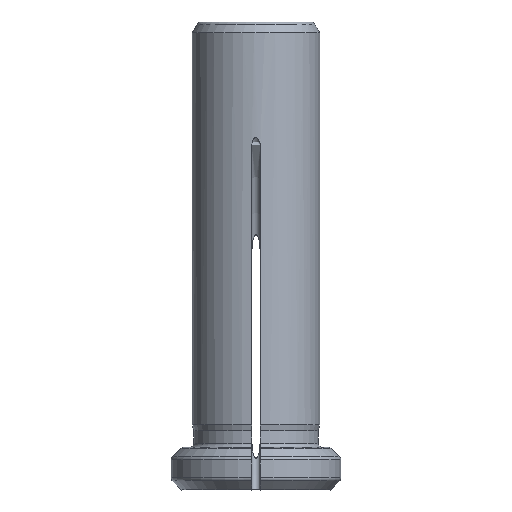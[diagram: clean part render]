
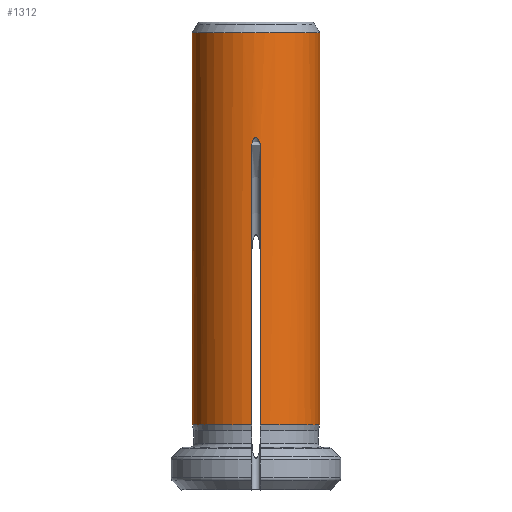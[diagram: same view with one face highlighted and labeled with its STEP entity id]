
A CAD part, front view. The second image highlights one B-rep face of the part: STEP entity #1312.
In plain terms, the highlighted cylindrical face has radius 6 mm (diameter 12 mm), a full revolution.
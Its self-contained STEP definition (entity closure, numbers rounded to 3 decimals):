
#71=LINE('',#2005,#119);
#77=LINE('',#2049,#125);
#86=LINE('',#2216,#134);
#89=LINE('',#2237,#137);
#98=LINE('',#2404,#146);
#101=LINE('',#2425,#149);
#110=LINE('',#2561,#158);
#111=LINE('',#2573,#159);
#119=VECTOR('',#1548,1000.);
#125=VECTOR('',#1556,1000.);
#134=VECTOR('',#1625,1000.);
#137=VECTOR('',#1630,1000.);
#146=VECTOR('',#1699,1000.);
#149=VECTOR('',#1704,1000.);
#158=VECTOR('',#1783,1000.);
#159=VECTOR('',#1784,1000.);
#170=CYLINDRICAL_SURFACE('',#1456,6.);
#190=B_SPLINE_CURVE_WITH_KNOTS('',3,(#1992,#1993,#1994,#1995,#1996,#1997,
#1998,#1999,#2000),.UNSPECIFIED.,.F.,.F.,(4,1,1,1,1,1,4),(0.003,
0.003,0.003,0.004,0.004,
0.004,0.005),.UNSPECIFIED.);
#214=B_SPLINE_CURVE_WITH_KNOTS('',3,(#2203,#2204,#2205,#2206,#2207,#2208,
#2209,#2210,#2211),.UNSPECIFIED.,.F.,.F.,(4,1,1,1,1,1,4),(0.003,
0.003,0.003,0.004,0.004,
0.004,0.005),.UNSPECIFIED.);
#234=B_SPLINE_CURVE_WITH_KNOTS('',3,(#2391,#2392,#2393,#2394,#2395,#2396,
#2397,#2398,#2399),.UNSPECIFIED.,.F.,.F.,(4,1,1,1,1,1,4),(0.003,
0.003,0.003,0.004,0.004,
0.004,0.005),.UNSPECIFIED.);
#250=B_SPLINE_CURVE_WITH_KNOTS('',3,(#2563,#2564,#2565,#2566,#2567,#2568,
#2569,#2570,#2571),.UNSPECIFIED.,.F.,.F.,(4,1,1,1,1,1,4),(0.003,
0.003,0.003,0.004,0.004,
0.004,0.005),.UNSPECIFIED.);
#596=ORIENTED_EDGE('',*,*,#842,.T.);
#597=ORIENTED_EDGE('',*,*,#655,.F.);
#598=ORIENTED_EDGE('',*,*,#758,.T.);
#599=ORIENTED_EDGE('',*,*,#755,.F.);
#600=ORIENTED_EDGE('',*,*,#765,.F.);
#601=ORIENTED_EDGE('',*,*,#721,.F.);
#602=ORIENTED_EDGE('',*,*,#806,.T.);
#603=ORIENTED_EDGE('',*,*,#803,.F.);
#604=ORIENTED_EDGE('',*,*,#813,.F.);
#605=ORIENTED_EDGE('',*,*,#769,.F.);
#606=ORIENTED_EDGE('',*,*,#847,.T.);
#607=ORIENTED_EDGE('',*,*,#848,.F.);
#608=ORIENTED_EDGE('',*,*,#849,.F.);
#609=ORIENTED_EDGE('',*,*,#822,.F.);
#610=ORIENTED_EDGE('',*,*,#703,.T.);
#611=ORIENTED_EDGE('',*,*,#700,.F.);
#612=ORIENTED_EDGE('',*,*,#717,.F.);
#655=EDGE_CURVE('',#856,#857,#992,.F.);
#700=EDGE_CURVE('',#898,#899,#190,.T.);
#703=EDGE_CURVE('',#900,#899,#71,.T.);
#717=EDGE_CURVE('',#857,#898,#77,.T.);
#721=EDGE_CURVE('',#907,#908,#1015,.F.);
#755=EDGE_CURVE('',#934,#935,#214,.T.);
#758=EDGE_CURVE('',#856,#935,#86,.T.);
#765=EDGE_CURVE('',#908,#934,#89,.T.);
#769=EDGE_CURVE('',#939,#940,#1031,.F.);
#803=EDGE_CURVE('',#966,#967,#234,.T.);
#806=EDGE_CURVE('',#907,#967,#98,.T.);
#813=EDGE_CURVE('',#940,#966,#101,.T.);
#822=EDGE_CURVE('',#900,#972,#1049,.F.);
#842=EDGE_CURVE('',#985,#985,#1058,.T.);
#847=EDGE_CURVE('',#939,#989,#110,.T.);
#848=EDGE_CURVE('',#990,#989,#250,.T.);
#849=EDGE_CURVE('',#972,#990,#111,.T.);
#856=VERTEX_POINT('',#1810);
#857=VERTEX_POINT('',#1812);
#898=VERTEX_POINT('',#1991);
#899=VERTEX_POINT('',#2001);
#900=VERTEX_POINT('',#2006);
#907=VERTEX_POINT('',#2059);
#908=VERTEX_POINT('',#2061);
#934=VERTEX_POINT('',#2202);
#935=VERTEX_POINT('',#2212);
#939=VERTEX_POINT('',#2247);
#940=VERTEX_POINT('',#2249);
#966=VERTEX_POINT('',#2390);
#967=VERTEX_POINT('',#2400);
#972=VERTEX_POINT('',#2446);
#985=VERTEX_POINT('',#2544);
#989=VERTEX_POINT('',#2562);
#990=VERTEX_POINT('',#2572);
#992=CIRCLE('',#1324,6.);
#1015=CIRCLE('',#1362,6.);
#1031=CIRCLE('',#1393,6.);
#1049=CIRCLE('',#1430,6.);
#1058=CIRCLE('',#1452,6.);
#1142=EDGE_LOOP('',(#596));
#1143=EDGE_LOOP('',(#597,#598,#599,#600,#601,#602,#603,#604,#605,#606,#607,
#608,#609,#610,#611,#612));
#1226=FACE_BOUND('',#1142,.T.);
#1227=FACE_BOUND('',#1143,.T.);
#1312=ADVANCED_FACE('',(#1226,#1227),#170,.T.);
#1324=AXIS2_PLACEMENT_3D('',#1811,#1471,#1472);
#1362=AXIS2_PLACEMENT_3D('',#2060,#1562,#1563);
#1393=AXIS2_PLACEMENT_3D('',#2248,#1636,#1637);
#1430=AXIS2_PLACEMENT_3D('',#2445,#1725,#1726);
#1452=AXIS2_PLACEMENT_3D('',#2543,#1771,#1772);
#1456=AXIS2_PLACEMENT_3D('',#2560,#1781,#1782);
#1471=DIRECTION('',(0.,0.,1.));
#1472=DIRECTION('',(1.,0.,0.));
#1548=DIRECTION('',(0.,0.,1.));
#1556=DIRECTION('',(0.,0.,1.));
#1562=DIRECTION('',(0.,0.,1.));
#1563=DIRECTION('',(1.,0.,0.));
#1625=DIRECTION('',(0.,0.,1.));
#1630=DIRECTION('',(0.,0.,1.));
#1636=DIRECTION('',(0.,0.,1.));
#1637=DIRECTION('',(1.,0.,0.));
#1699=DIRECTION('',(0.,0.,1.));
#1704=DIRECTION('',(0.,0.,1.));
#1725=DIRECTION('',(0.,0.,1.));
#1726=DIRECTION('',(1.,0.,0.));
#1771=DIRECTION('',(0.,0.,-1.));
#1772=DIRECTION('',(-1.,0.,0.));
#1781=DIRECTION('',(0.,0.,1.));
#1782=DIRECTION('',(1.,0.,0.));
#1783=DIRECTION('',(0.,0.,1.));
#1784=DIRECTION('',(0.,0.,1.));
#1810=CARTESIAN_POINT('',(-5.987,0.4,2.127));
#1811=CARTESIAN_POINT('',(0.,0.,2.127));
#1812=CARTESIAN_POINT('',(-0.4,5.987,2.127));
#1991=CARTESIAN_POINT('',(-0.4,5.987,28.39));
#1992=CARTESIAN_POINT('',(-0.4,5.987,28.39));
#1993=CARTESIAN_POINT('',(-0.4,5.987,28.542));
#1994=CARTESIAN_POINT('',(-0.363,5.989,28.769));
#1995=CARTESIAN_POINT('',(-0.219,5.997,29.044));
#1996=CARTESIAN_POINT('',(0.001,6.002,29.177));
#1997=CARTESIAN_POINT('',(0.219,5.997,29.043));
#1998=CARTESIAN_POINT('',(0.362,5.989,28.771));
#1999=CARTESIAN_POINT('',(0.4,5.987,28.542));
#2000=CARTESIAN_POINT('',(0.4,5.987,28.39));
#2001=CARTESIAN_POINT('',(0.4,5.987,28.39));
#2005=CARTESIAN_POINT('',(0.4,5.987,60.));
#2006=CARTESIAN_POINT('',(0.4,5.987,2.127));
#2049=CARTESIAN_POINT('',(-0.4,5.987,60.));
#2059=CARTESIAN_POINT('',(-0.4,-5.987,2.127));
#2060=CARTESIAN_POINT('',(0.,0.,2.127));
#2061=CARTESIAN_POINT('',(-5.987,-0.4,2.127));
#2202=CARTESIAN_POINT('',(-5.987,-0.4,28.39));
#2203=CARTESIAN_POINT('',(-5.987,-0.4,28.39));
#2204=CARTESIAN_POINT('',(-5.987,-0.4,28.542));
#2205=CARTESIAN_POINT('',(-5.989,-0.363,28.769));
#2206=CARTESIAN_POINT('',(-5.997,-0.219,29.044));
#2207=CARTESIAN_POINT('',(-6.002,0.001,29.177));
#2208=CARTESIAN_POINT('',(-5.997,0.219,29.043));
#2209=CARTESIAN_POINT('',(-5.989,0.362,28.771));
#2210=CARTESIAN_POINT('',(-5.987,0.4,28.542));
#2211=CARTESIAN_POINT('',(-5.987,0.4,28.39));
#2212=CARTESIAN_POINT('',(-5.987,0.4,28.39));
#2216=CARTESIAN_POINT('',(-5.987,0.4,60.));
#2237=CARTESIAN_POINT('',(-5.987,-0.4,60.));
#2247=CARTESIAN_POINT('',(5.987,-0.4,2.127));
#2248=CARTESIAN_POINT('',(0.,0.,2.127));
#2249=CARTESIAN_POINT('',(0.4,-5.987,2.127));
#2390=CARTESIAN_POINT('',(0.4,-5.987,28.39));
#2391=CARTESIAN_POINT('',(0.4,-5.987,28.39));
#2392=CARTESIAN_POINT('',(0.4,-5.987,28.542));
#2393=CARTESIAN_POINT('',(0.363,-5.989,28.769));
#2394=CARTESIAN_POINT('',(0.219,-5.997,29.044));
#2395=CARTESIAN_POINT('',(-0.001,-6.002,29.177));
#2396=CARTESIAN_POINT('',(-0.219,-5.997,29.043));
#2397=CARTESIAN_POINT('',(-0.362,-5.989,28.771));
#2398=CARTESIAN_POINT('',(-0.4,-5.987,28.542));
#2399=CARTESIAN_POINT('',(-0.4,-5.987,28.39));
#2400=CARTESIAN_POINT('',(-0.4,-5.987,28.39));
#2404=CARTESIAN_POINT('',(-0.4,-5.987,60.));
#2425=CARTESIAN_POINT('',(0.4,-5.987,60.));
#2445=CARTESIAN_POINT('',(0.,0.,2.127));
#2446=CARTESIAN_POINT('',(5.987,0.4,2.127));
#2543=CARTESIAN_POINT('',(0.,0.,38.973));
#2544=CARTESIAN_POINT('',(-6.,0.,38.973));
#2560=CARTESIAN_POINT('',(0.,0.,60.));
#2561=CARTESIAN_POINT('',(5.987,-0.4,60.));
#2562=CARTESIAN_POINT('',(5.987,-0.4,28.39));
#2563=CARTESIAN_POINT('',(5.987,0.4,28.39));
#2564=CARTESIAN_POINT('',(5.987,0.4,28.542));
#2565=CARTESIAN_POINT('',(5.989,0.363,28.769));
#2566=CARTESIAN_POINT('',(5.997,0.219,29.044));
#2567=CARTESIAN_POINT('',(6.002,-0.001,29.177));
#2568=CARTESIAN_POINT('',(5.997,-0.219,29.043));
#2569=CARTESIAN_POINT('',(5.989,-0.362,28.771));
#2570=CARTESIAN_POINT('',(5.987,-0.4,28.542));
#2571=CARTESIAN_POINT('',(5.987,-0.4,28.39));
#2572=CARTESIAN_POINT('',(5.987,0.4,28.39));
#2573=CARTESIAN_POINT('',(5.987,0.4,60.));
